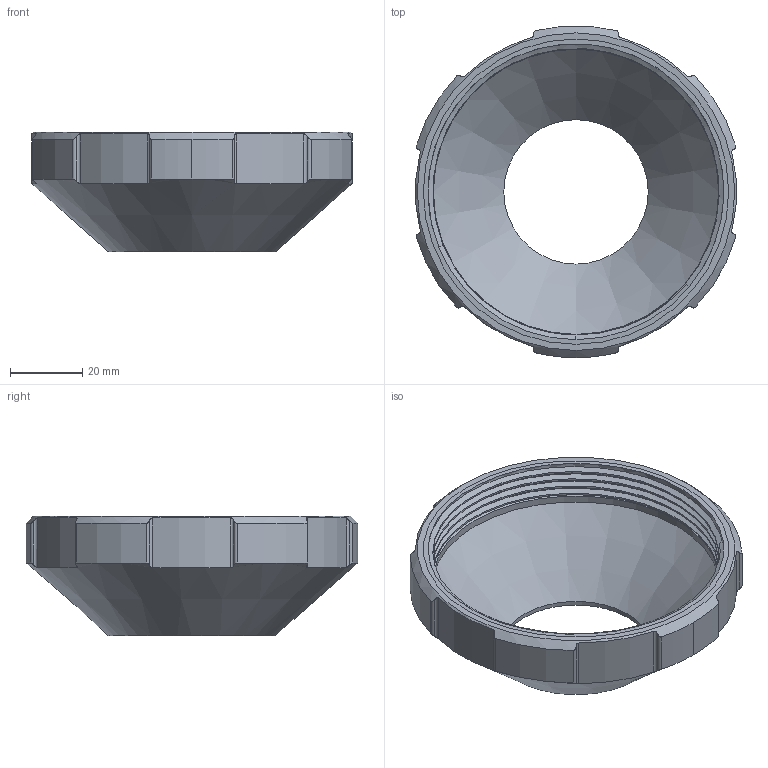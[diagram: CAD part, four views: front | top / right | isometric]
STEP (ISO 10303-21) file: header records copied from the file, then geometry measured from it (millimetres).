
FILE_DESCRIPTION(('FreeCAD Model'),'2;1');
FILE_NAME('Open CASCADE Shape Model','2025-05-21T23:33:30',(''),(''), 'Open CASCADE STEP processor 7.8','FreeCAD','Unknown');
FILE_SCHEMA(('AUTOMOTIVE_DESIGN { 1 0 10303 214 1 1 1 1 }'));
Length unit declared in the file: millimetre
Products named in the file (1): Head
Bounding box: 88.66 x 91.8 x 33.2 mm (x, y, z)
Volume: 41410.8 mm3; surface area: 21687.9 mm2
Topology: 1 solids, 1 shells, 67 faces, 195 edges, 131 vertices
Faces by surface type: cylinder 44, bspline 13, cone 6, plane 4
Full cylindrical faces by diameter (mm): 40 x1, 79 x1, 81.952 x3
Entity records: 3833 total; most frequent: CARTESIAN_POINT 2281, ORIENTED_EDGE 390, DIRECTION 211, EDGE_CURVE 195, VERTEX_POINT 131, B_SPLINE_CURVE_WITH_KNOTS 120, AXIS2_PLACEMENT_3D 81, FACE_BOUND 70
